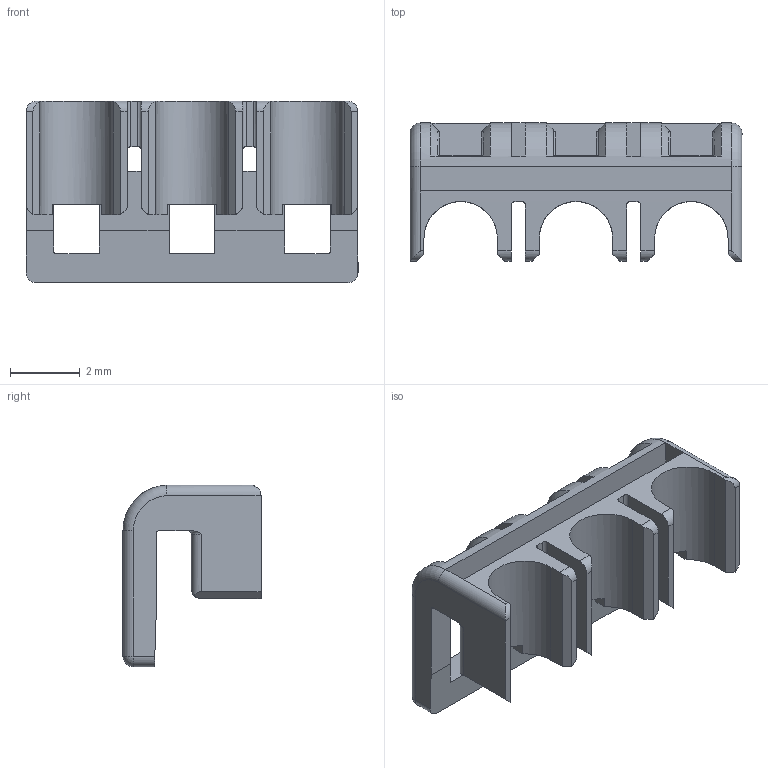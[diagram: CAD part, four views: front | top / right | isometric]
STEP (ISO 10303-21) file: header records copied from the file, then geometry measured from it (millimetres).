
FILE_DESCRIPTION(('Creo Elements/Direct Modeling STEP Export'),'2;1');
FILE_NAME('DF33C-3RS-3.3.stp','2016-05-27T11:27:12',(''),(''),'Creo Elements/Direct Modeling STEP processor for AP214 (Solid Model)','Creo Elements/Direct Modeling 18.1E 22-Nov-2013 (C) Parametric Technology GmbH','');
FILE_SCHEMA(('AUTOMOTIVE_DESIGN { 1 0 10303 214 1 1 1 1 }'));
Length unit declared in the file: millimetre
Products named in the file (1): DF33C-3RS-3.3
Bounding box: 9.5 x 3.95 x 5.2 mm (x, y, z)
Volume: 57.9 mm3; surface area: 261.5 mm2
Topology: 1 solids, 1 shells, 154 faces, 446 edges, 282 vertices
Faces by surface type: plane 90, cylinder 48, torus 8, cone 6, sphere 2
Entity records: 5178 total; most frequent: CARTESIAN_POINT 1053, ORIENTED_EDGE 888, DIRECTION 852, EDGE_CURVE 444, VECTOR 294, LINE 294, VERTEX_POINT 282, AXIS2_PLACEMENT_3D 279
